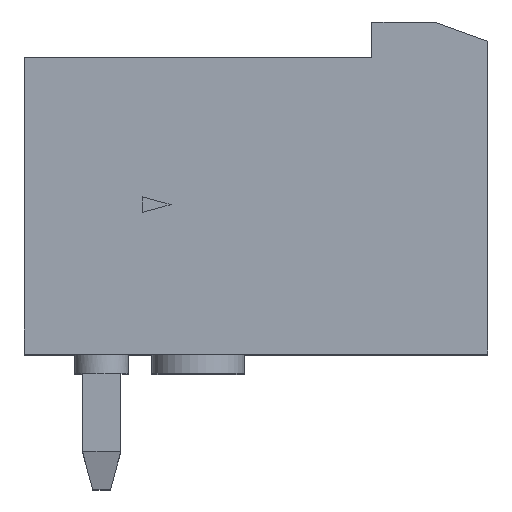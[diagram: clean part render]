
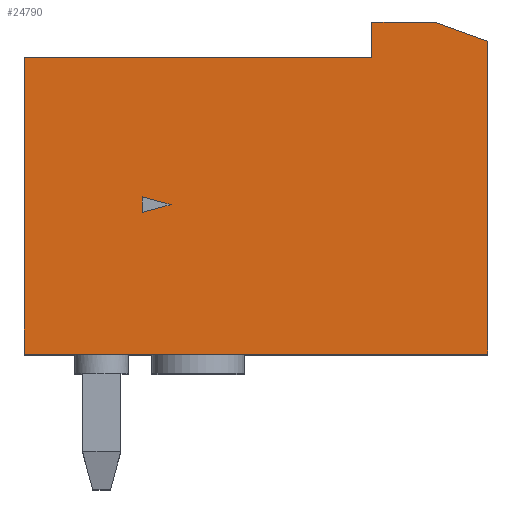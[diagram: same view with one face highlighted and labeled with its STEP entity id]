
A CAD part, top view. The second image highlights one B-rep face of the part: STEP entity #24790.
In plain terms, the highlighted planar face has unit normal (0, 0, 1).
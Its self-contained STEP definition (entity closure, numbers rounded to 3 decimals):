
#22840=CARTESIAN_POINT('',(39.677,0.,7.62));
#22850=DIRECTION('',(0.,-1.,0.));
#22860=VECTOR('',#22850,1.);
#22870=LINE('',#22840,#22860);
#22880=CARTESIAN_POINT('',(39.677,41.844,7.62));
#22890=VERTEX_POINT('',#22880);
#22900=CARTESIAN_POINT('',(39.677,41.442,7.62));
#22910=VERTEX_POINT('',#22900);
#22920=EDGE_CURVE('',#22890,#22910,#22870,.T.);
#23310=CARTESIAN_POINT('',(0.,52.475,7.62));
#23320=DIRECTION('',(-0.966,0.259,0.));
#23330=VECTOR('',#23320,1.);
#23340=LINE('',#23310,#23330);
#23350=CARTESIAN_POINT('',(40.427,41.643,7.62));
#23360=VERTEX_POINT('',#23350);
#23370=EDGE_CURVE('',#23360,#22890,#23340,.T.);
#23690=CARTESIAN_POINT('',(0.,30.81,7.62));
#23700=DIRECTION('',(0.966,0.259,0.));
#23710=VECTOR('',#23700,1.);
#23720=LINE('',#23690,#23710);
#23730=EDGE_CURVE('',#22910,#23360,#23720,.T.);
#24110=CARTESIAN_POINT('',(46.923,38.338,7.62));
#24120=DIRECTION('',(0.,0.,1.));
#24130=DIRECTION('',(1.,0.,0.));
#24140=AXIS2_PLACEMENT_3D('',#24110,#24120,#24130);
#24150=PLANE('',#24140);
#24160=ORIENTED_EDGE('',*,*,#22920,.F.);
#24170=ORIENTED_EDGE('',*,*,#23730,.F.);
#24180=ORIENTED_EDGE('',*,*,#23370,.F.);
#24190=EDGE_LOOP('',(#24180,#24170,#24160));
#24200=FACE_BOUND('',#24190,.T.);
#24210=CARTESIAN_POINT('',(0.,37.773,7.62));
#24220=DIRECTION('',(1.,0.,0.));
#24230=VECTOR('',#24220,1.);
#24240=LINE('',#24210,#24230);
#24250=CARTESIAN_POINT('',(36.627,37.773,7.62));
#24260=VERTEX_POINT('',#24250);
#24270=CARTESIAN_POINT('',(48.627,37.773,7.62));
#24280=VERTEX_POINT('',#24270);
#24290=EDGE_CURVE('',#24260,#24280,#24240,.T.);
#24300=ORIENTED_EDGE('',*,*,#24290,.T.);
#24310=CARTESIAN_POINT('',(36.627,0.,7.62));
#24320=DIRECTION('',(0.,1.,0.));
#24330=VECTOR('',#24320,1.);
#24340=LINE('',#24310,#24330);
#24350=CARTESIAN_POINT('',(36.627,45.443,7.62));
#24360=VERTEX_POINT('',#24350);
#24370=EDGE_CURVE('',#24260,#24360,#24340,.T.);
#24380=ORIENTED_EDGE('',*,*,#24370,.F.);
#24390=CARTESIAN_POINT('',(0.,45.443,7.62));
#24400=DIRECTION('',(-1.,0.,0.));
#24410=VECTOR('',#24400,1.);
#24420=LINE('',#24390,#24410);
#24430=CARTESIAN_POINT('',(45.627,45.443,7.62));
#24440=VERTEX_POINT('',#24430);
#24450=EDGE_CURVE('',#24440,#24360,#24420,.T.);
#24460=ORIENTED_EDGE('',*,*,#24450,.T.);
#24470=CARTESIAN_POINT('',(45.627,0.,7.62));
#24480=DIRECTION('',(0.,1.,0.));
#24490=VECTOR('',#24480,1.);
#24500=LINE('',#24470,#24490);
#24510=CARTESIAN_POINT('',(45.627,46.373,7.62));
#24520=VERTEX_POINT('',#24510);
#24530=EDGE_CURVE('',#24440,#24520,#24500,.T.);
#24540=ORIENTED_EDGE('',*,*,#24530,.F.);
#24550=CARTESIAN_POINT('',(0.,46.373,7.62));
#24560=DIRECTION('',(1.,0.,0.));
#24570=VECTOR('',#24560,1.);
#24580=LINE('',#24550,#24570);
#24590=CARTESIAN_POINT('',(47.253,46.373,7.62));
#24600=VERTEX_POINT('',#24590);
#24610=EDGE_CURVE('',#24520,#24600,#24580,.T.);
#24620=ORIENTED_EDGE('',*,*,#24610,.F.);
#24630=CARTESIAN_POINT('',(0.,63.571,7.62));
#24640=DIRECTION('',(0.94,-0.342,0.));
#24650=VECTOR('',#24640,1.);
#24660=LINE('',#24630,#24650);
#24670=CARTESIAN_POINT('',(48.627,45.873,7.62));
#24680=VERTEX_POINT('',#24670);
#24690=EDGE_CURVE('',#24600,#24680,#24660,.T.);
#24700=ORIENTED_EDGE('',*,*,#24690,.F.);
#24710=CARTESIAN_POINT('',(48.627,0.,7.62));
#24720=DIRECTION('',(0.,1.,0.));
#24730=VECTOR('',#24720,1.);
#24740=LINE('',#24710,#24730);
#24750=EDGE_CURVE('',#24280,#24680,#24740,.T.);
#24760=ORIENTED_EDGE('',*,*,#24750,.T.);
#24770=EDGE_LOOP('',(#24760,#24700,#24620,#24540,#24460,#24380,#24300));
#24780=FACE_OUTER_BOUND('',#24770,.T.);
#24790=ADVANCED_FACE('',(#24200,#24780),#24150,.T.);
